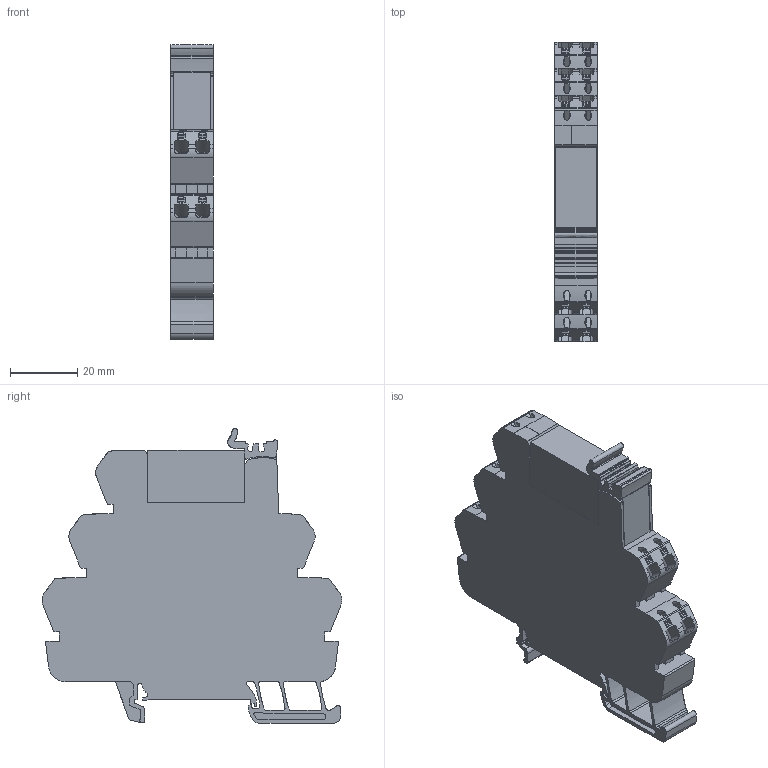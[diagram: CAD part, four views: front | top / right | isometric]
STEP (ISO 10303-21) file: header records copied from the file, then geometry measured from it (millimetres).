
FILE_DESCRIPTION(('CATIA V5 STEP Exchange','CAx-IF Rec.Pracs.--- Model Styling and Organization---1.4--- 2014-01-23'),'2;1');
FILE_NAME ('D1368875_1', '2019-03-19T14:05:45+00:00', ('none'), ('Weidmueller'), 'CATIA Version 5-6 Release 2016 SP3 HF44', 'CATIA V5 STEP AP214', 'none');
FILE_SCHEMA(('AUTOMOTIVE_DESIGN { 1 0 10303 214 1 1 1 1 }'));
Length unit declared in the file: millimetre
Products named in the file (1): 2618840000
Bounding box: 12.8 x 89.37 x 87.83 mm (x, y, z)
Volume: 65478.5 mm3; surface area: 23693 mm2
Topology: 18 solids, 18 shells, 1225 faces, 3522 edges, 2361 vertices
Faces by surface type: plane 792, cylinder 295, extrusion 138
Entity records: 42405 total; most frequent: CARTESIAN_POINT 10100, ORIENTED_EDGE 7044, DIRECTION 5247, EDGE_CURVE 3522, VECTOR 2706, LINE 2568, VERTEX_POINT 2361, AXIS2_PLACEMENT_3D 1542
